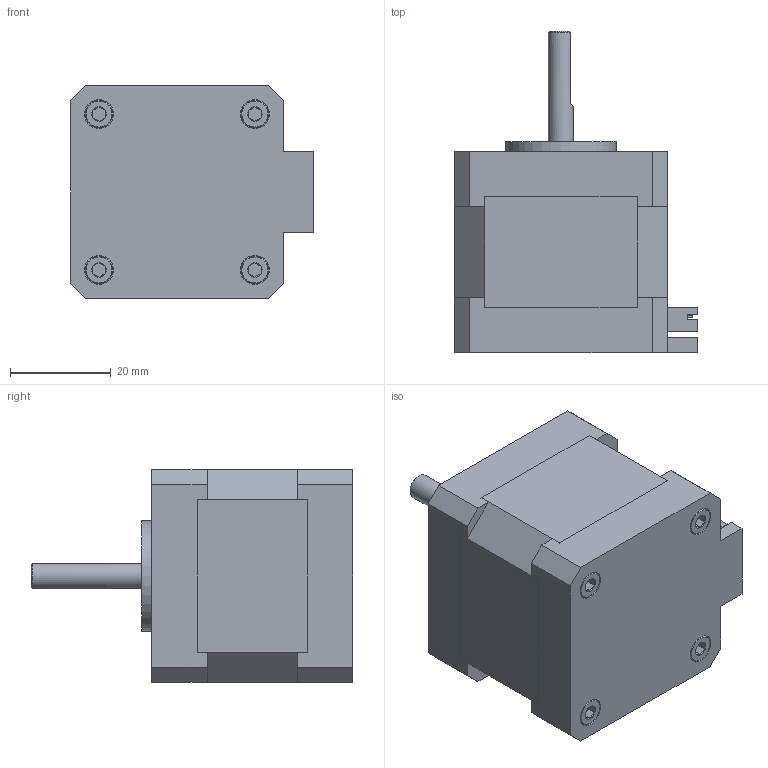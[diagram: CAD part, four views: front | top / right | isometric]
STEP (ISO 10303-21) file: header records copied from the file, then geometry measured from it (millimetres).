
FILE_DESCRIPTION(/* description */ (''),/* implementation_level */ '2;1');
FILE_NAME(/* name */ 'Nema 17 40mm.step',/* time_stamp */ '2020-03-04T22:26:32+01:00',/* author */ (''),/* organization */ (''),/* preprocessor_version */ 'ST-DEVELOPER v18',/* originating_system */ 'Autodesk Translation Framework v8.12.0.6',/* authorisation */ '');
FILE_SCHEMA (('AUTOMOTIVE_DESIGN { 1 0 10303 214 3 1 1 }'));
Length unit declared in the file: millimetre
Products named in the file (7): Nema 17 40mm; Mid; Shaft; JST 2.0 PH - 6 Pin; Pin; M3 x 15mm; Screw
Assembly tree (9 placements, depth 3):
  Nema 17 40mm
    Mid
    Shaft
    JST 2.0 PH - 6 Pin
      Pin
    M3 x 15mm  x4
      Screw
Bounding box: 48.3 x 64 x 42.3 mm (x, y, z)
Volume: 71364.8 mm3; surface area: 20397.3 mm2
Topology: 15 solids, 15 shells, 494 faces, 1318 edges, 868 vertices
Faces by surface type: cylinder 259, plane 182, cone 45, bspline 8
Full cylindrical faces by diameter (mm): 2.35 x112, 2.529 x4, 3 x116, 3.5 x4, 5 x1, 5.5 x4, 5.75 x4, 10 x1, 22 x1
Entity records: 10630 total; most frequent: CARTESIAN_POINT 4630, ORIENTED_EDGE 1278, DIRECTION 1100, EDGE_CURVE 639, LINE 434, VECTOR 434, VERTEX_POINT 430, AXIS2_PLACEMENT_3D 333
